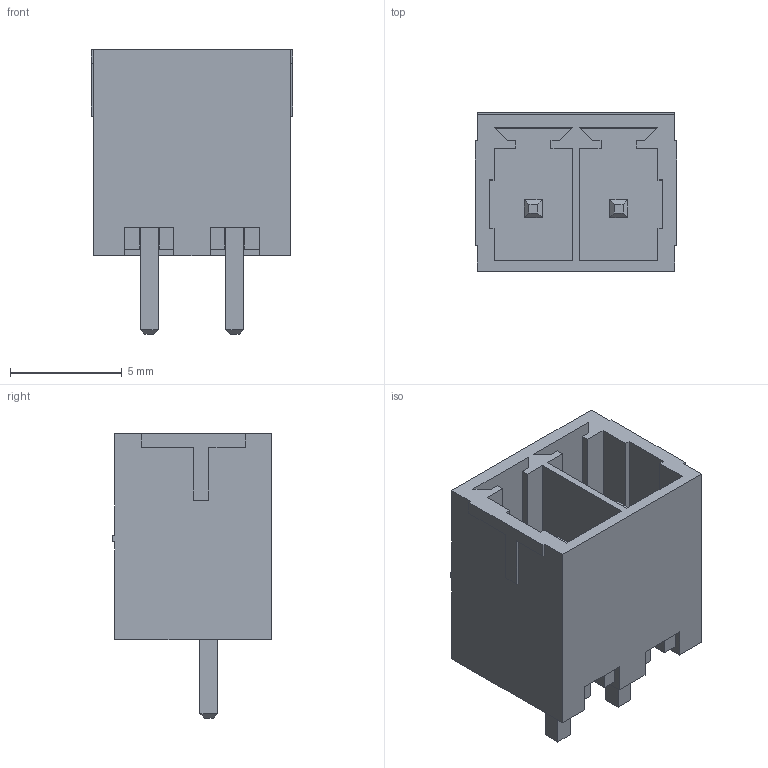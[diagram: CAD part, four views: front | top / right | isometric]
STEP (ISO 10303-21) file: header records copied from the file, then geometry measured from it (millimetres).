
FILE_DESCRIPTION (( 'STEP AP214' ), '1' );
FILE_NAME ('CONN-TH_OQ0232500000G.step', '2022-08-02T18:32:48', ( '' ), ( '' ), 'SwSTEP 2.0', 'SolidWorks 2020', '' );
FILE_SCHEMA (( 'AUTOMOTIVE_DESIGN' ));
Length unit declared in the file: millimetre
Products named in the file (1): CONN-TH_OQ0232500000G
Bounding box: 9.01 x 7.1 x 12.7 mm (x, y, z)
Volume: 284.8 mm3; surface area: 818.8 mm2
Topology: 14 solids, 14 shells, 407 faces, 1082 edges, 716 vertices
Faces by surface type: plane 293, bspline 114
Entity records: 17522 total; most frequent: CARTESIAN_POINT 4568, ORIENTED_EDGE 2164, DIRECTION 1438, EDGE_CURVE 1082, LINE 850, VECTOR 850, VERTEX_POINT 716, EDGE_LOOP 432
